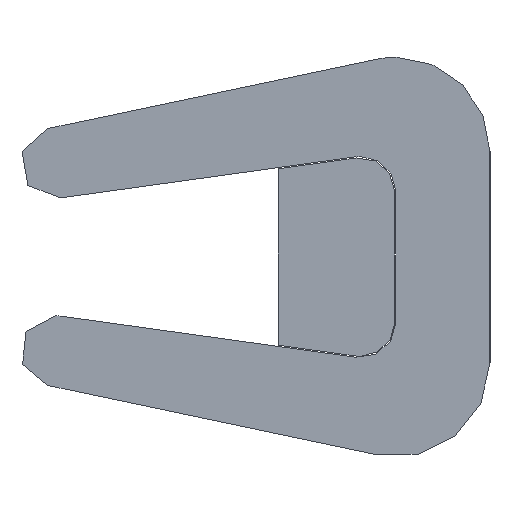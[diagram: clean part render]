
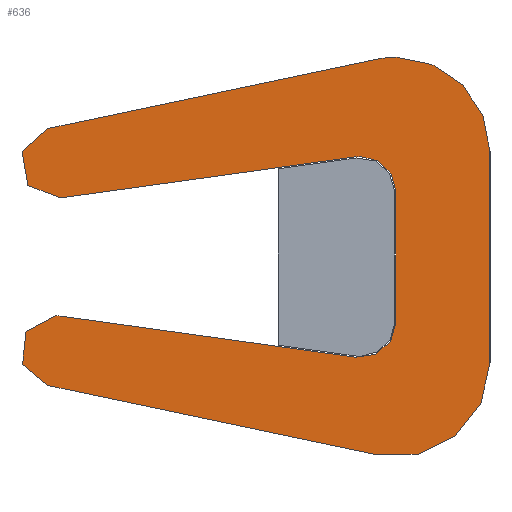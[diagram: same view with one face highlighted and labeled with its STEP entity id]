
A CAD part, left-side view. The second image highlights one B-rep face of the part: STEP entity #636.
In plain terms, the highlighted planar face has unit normal (-1, 0, 0).
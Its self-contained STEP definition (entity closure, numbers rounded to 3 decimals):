
#2 = CARTESIAN_POINT ( 'NONE',  ( 0., 0.8, 0.555 ) ) ;
#12 = EDGE_CURVE ( 'NONE', #465, #541, #270, .T. ) ;
#20 = DIRECTION ( 'NONE',  ( 1., 0., 0. ) ) ;
#26 = CARTESIAN_POINT ( 'NONE',  ( 0., 3.659, 0.503 ) ) ;
#35 = EDGE_LOOP ( 'NONE', ( #272, #233, #458, #653, #414, #380, #427, #397, #628, #859, #218, #352, #53, #192, #243 ) ) ;
#44 = AXIS2_PLACEMENT_3D ( 'NONE', #463, #373, #285 ) ;
#53 = ORIENTED_EDGE ( 'NONE', *, *, #642, .F. ) ;
#58 = CARTESIAN_POINT ( 'NONE',  ( 0., 0., -0.9 ) ) ;
#73 = DIRECTION ( 'NONE',  ( 1., 0., 0. ) ) ;
#75 = CARTESIAN_POINT ( 'NONE',  ( 0., 3.659, -0.503 ) ) ;
#85 = VERTEX_POINT ( 'NONE', #175 ) ;
#101 = AXIS2_PLACEMENT_3D ( 'NONE', #711, #740, #759 ) ;
#106 = EDGE_CURVE ( 'NONE', #404, #848, #502, .T. ) ;
#107 = EDGE_CURVE ( 'NONE', #213, #138, #615, .T. ) ;
#134 = AXIS2_PLACEMENT_3D ( 'NONE', #562, #469, #382 ) ;
#138 = VERTEX_POINT ( 'NONE', #501 ) ;
#142 = DIRECTION ( 'NONE',  ( 0., 0., -1. ) ) ;
#146 = DIRECTION ( 'NONE',  ( 0., 0., 1. ) ) ;
#154 = CARTESIAN_POINT ( 'NONE',  ( 0., 3.7, -0.8 ) ) ;
#158 = LINE ( 'NONE', #75, #680 ) ;
#165 = CARTESIAN_POINT ( 'NONE',  ( 0., 1.141, -0.853 ) ) ;
#173 = VERTEX_POINT ( 'NONE', #593 ) ;
#175 = CARTESIAN_POINT ( 'NONE',  ( 0., 3.7, -0.5 ) ) ;
#181 = CIRCLE ( 'NONE', #844, 0.3 ) ;
#192 = ORIENTED_EDGE ( 'NONE', *, *, #583, .F. ) ;
#201 = CARTESIAN_POINT ( 'NONE',  ( 0., 0.8, 0.9 ) ) ;
#212 = CARTESIAN_POINT ( 'NONE',  ( 0., 1.141, 0.853 ) ) ;
#213 = VERTEX_POINT ( 'NONE', #26 ) ;
#218 = ORIENTED_EDGE ( 'NONE', *, *, #12, .F. ) ;
#227 = VERTEX_POINT ( 'NONE', #304 ) ;
#233 = ORIENTED_EDGE ( 'NONE', *, *, #342, .F. ) ;
#237 = DIRECTION ( 'NONE',  ( -1., 0., 0. ) ) ;
#243 = ORIENTED_EDGE ( 'NONE', *, *, #510, .F. ) ;
#244 = VERTEX_POINT ( 'NONE', #775 ) ;
#245 = DIRECTION ( 'NONE',  ( 0., 0., -1. ) ) ;
#247 = VERTEX_POINT ( 'NONE', #862 ) ;
#270 = CIRCLE ( 'NONE', #589, 0.3 ) ;
#272 = ORIENTED_EDGE ( 'NONE', *, *, #782, .F. ) ;
#280 = EDGE_CURVE ( 'NONE', #541, #404, #339, .T. ) ;
#285 = DIRECTION ( 'NONE',  ( 0., 0., -1. ) ) ;
#294 = DIRECTION ( 'NONE',  ( 0., 0., -1. ) ) ;
#295 = EDGE_CURVE ( 'NONE', #423, #213, #451, .T. ) ;
#304 = CARTESIAN_POINT ( 'NONE',  ( 0., 0., 0.9 ) ) ;
#313 = DIRECTION ( 'NONE',  ( 0., 0., -1. ) ) ;
#326 = CARTESIAN_POINT ( 'NONE',  ( 0., 1.1, 0.555 ) ) ;
#333 = DIRECTION ( 'NONE',  ( 1., 0., 0. ) ) ;
#339 = LINE ( 'NONE', #425, #831 ) ;
#342 = EDGE_CURVE ( 'NONE', #227, #448, #832, .T. ) ;
#352 = ORIENTED_EDGE ( 'NONE', *, *, #756, .F. ) ;
#360 = CARTESIAN_POINT ( 'NONE',  ( 0., 1.1, -0.555 ) ) ;
#370 = DIRECTION ( 'NONE',  ( 0., 0.979, 0.206 ) ) ;
#373 = DIRECTION ( 'NONE',  ( 1., 0., 0. ) ) ;
#379 = VECTOR ( 'NONE', #638, 1000. ) ;
#380 = ORIENTED_EDGE ( 'NONE', *, *, #107, .F. ) ;
#382 = DIRECTION ( 'NONE',  ( 0., 0., -1. ) ) ;
#392 = VECTOR ( 'NONE', #517, 1000. ) ;
#393 = DIRECTION ( 'NONE',  ( 0., 0., -1. ) ) ;
#397 = ORIENTED_EDGE ( 'NONE', *, *, #488, .F. ) ;
#399 = DIRECTION ( 'NONE',  ( 1., 0., 0. ) ) ;
#404 = VERTEX_POINT ( 'NONE', #2 ) ;
#414 = ORIENTED_EDGE ( 'NONE', *, *, #720, .F. ) ;
#416 = CARTESIAN_POINT ( 'NONE',  ( 0., 0.8, -0.9 ) ) ;
#423 = VERTEX_POINT ( 'NONE', #212 ) ;
#425 = CARTESIAN_POINT ( 'NONE',  ( 0., 0.8, -0.555 ) ) ;
#427 = ORIENTED_EDGE ( 'NONE', *, *, #295, .F. ) ;
#444 = CIRCLE ( 'NONE', #482, 0.3 ) ;
#448 = VERTEX_POINT ( 'NONE', #618 ) ;
#451 = LINE ( 'NONE', #543, #379 ) ;
#457 = CARTESIAN_POINT ( 'NONE',  ( 0., 0.965, -1.683 ) ) ;
#458 = ORIENTED_EDGE ( 'NONE', *, *, #587, .F. ) ;
#463 = CARTESIAN_POINT ( 'NONE',  ( 0., 3.7, -0.8 ) ) ;
#465 = VERTEX_POINT ( 'NONE', #165 ) ;
#466 = CARTESIAN_POINT ( 'NONE',  ( 0., 3.762, -1.094 ) ) ;
#469 = DIRECTION ( 'NONE',  ( 1., 0., 0. ) ) ;
#482 = AXIS2_PLACEMENT_3D ( 'NONE', #154, #73, #849 ) ;
#488 = EDGE_CURVE ( 'NONE', #848, #423, #181, .T. ) ;
#501 = CARTESIAN_POINT ( 'NONE',  ( 0., 3.762, 1.094 ) ) ;
#502 = CIRCLE ( 'NONE', #101, 0.3 ) ;
#510 = EDGE_CURVE ( 'NONE', #833, #697, #550, .T. ) ;
#515 = CIRCLE ( 'NONE', #44, 0.3 ) ;
#517 = DIRECTION ( 'NONE',  ( 0., -0.979, 0.206 ) ) ;
#522 = CARTESIAN_POINT ( 'NONE',  ( 0., 1.1, 0.855 ) ) ;
#523 = DIRECTION ( 'NONE',  ( 0., 0., 1. ) ) ;
#528 = CARTESIAN_POINT ( 'NONE',  ( 0., 0.8, -0.555 ) ) ;
#537 = VECTOR ( 'NONE', #142, 1000. ) ;
#540 = AXIS2_PLACEMENT_3D ( 'NONE', #201, #20, #805 ) ;
#541 = VERTEX_POINT ( 'NONE', #528 ) ;
#542 = CARTESIAN_POINT ( 'NONE',  ( 0., 0.965, -1.683 ) ) ;
#543 = CARTESIAN_POINT ( 'NONE',  ( 0., 3.659, 0.503 ) ) ;
#550 = LINE ( 'NONE', #457, #567 ) ;
#562 = CARTESIAN_POINT ( 'NONE',  ( 0., 0.8, -0.9 ) ) ;
#567 = VECTOR ( 'NONE', #370, 1000. ) ;
#580 = FACE_OUTER_BOUND ( 'NONE', #35, .T. ) ;
#583 = EDGE_CURVE ( 'NONE', #697, #85, #515, .T. ) ;
#587 = EDGE_CURVE ( 'NONE', #244, #227, #655, .T. ) ;
#588 = CIRCLE ( 'NONE', #719, 0.8 ) ;
#589 = AXIS2_PLACEMENT_3D ( 'NONE', #360, #713, #294 ) ;
#593 = CARTESIAN_POINT ( 'NONE',  ( 0., 3.659, -0.503 ) ) ;
#611 = CARTESIAN_POINT ( 'NONE',  ( 0., 0.965, 1.683 ) ) ;
#615 = CIRCLE ( 'NONE', #660, 0.3 ) ;
#618 = CARTESIAN_POINT ( 'NONE',  ( 0., 0., -0.9 ) ) ;
#628 = ORIENTED_EDGE ( 'NONE', *, *, #106, .F. ) ;
#636 = ADVANCED_FACE ( 'NONE', ( #580 ), #787, .F. ) ;
#638 = DIRECTION ( 'NONE',  ( 0., 0.99, -0.138 ) ) ;
#642 = EDGE_CURVE ( 'NONE', #85, #173, #444, .T. ) ;
#649 = EDGE_CURVE ( 'NONE', #247, #244, #588, .T. ) ;
#653 = ORIENTED_EDGE ( 'NONE', *, *, #649, .F. ) ;
#655 = CIRCLE ( 'NONE', #540, 0.8 ) ;
#660 = AXIS2_PLACEMENT_3D ( 'NONE', #672, #780, #393 ) ;
#672 = CARTESIAN_POINT ( 'NONE',  ( 0., 3.7, 0.8 ) ) ;
#680 = VECTOR ( 'NONE', #855, 1000. ) ;
#697 = VERTEX_POINT ( 'NONE', #466 ) ;
#699 = LINE ( 'NONE', #611, #392 ) ;
#711 = CARTESIAN_POINT ( 'NONE',  ( 0., 1.1, 0.555 ) ) ;
#713 = DIRECTION ( 'NONE',  ( -1., 0., 0. ) ) ;
#719 = AXIS2_PLACEMENT_3D ( 'NONE', #764, #399, #313 ) ;
#720 = EDGE_CURVE ( 'NONE', #138, #247, #699, .T. ) ;
#740 = DIRECTION ( 'NONE',  ( -1., 0., 0. ) ) ;
#745 = AXIS2_PLACEMENT_3D ( 'NONE', #416, #333, #245 ) ;
#756 = EDGE_CURVE ( 'NONE', #173, #465, #158, .T. ) ;
#759 = DIRECTION ( 'NONE',  ( 0., 0., 1. ) ) ;
#764 = CARTESIAN_POINT ( 'NONE',  ( 0., 0.8, 0.9 ) ) ;
#775 = CARTESIAN_POINT ( 'NONE',  ( 0., 0.8, 1.7 ) ) ;
#780 = DIRECTION ( 'NONE',  ( 1., 0., 0. ) ) ;
#782 = EDGE_CURVE ( 'NONE', #448, #833, #853, .T. ) ;
#787 = PLANE ( 'NONE',  #745 ) ;
#805 = DIRECTION ( 'NONE',  ( 0., 0., -1. ) ) ;
#831 = VECTOR ( 'NONE', #523, 1000. ) ;
#832 = LINE ( 'NONE', #58, #537 ) ;
#833 = VERTEX_POINT ( 'NONE', #542 ) ;
#844 = AXIS2_PLACEMENT_3D ( 'NONE', #326, #237, #146 ) ;
#848 = VERTEX_POINT ( 'NONE', #522 ) ;
#849 = DIRECTION ( 'NONE',  ( 0., 0., -1. ) ) ;
#853 = CIRCLE ( 'NONE', #134, 0.8 ) ;
#855 = DIRECTION ( 'NONE',  ( 0., -0.99, -0.138 ) ) ;
#859 = ORIENTED_EDGE ( 'NONE', *, *, #280, .F. ) ;
#862 = CARTESIAN_POINT ( 'NONE',  ( 0., 0.965, 1.683 ) ) ;
